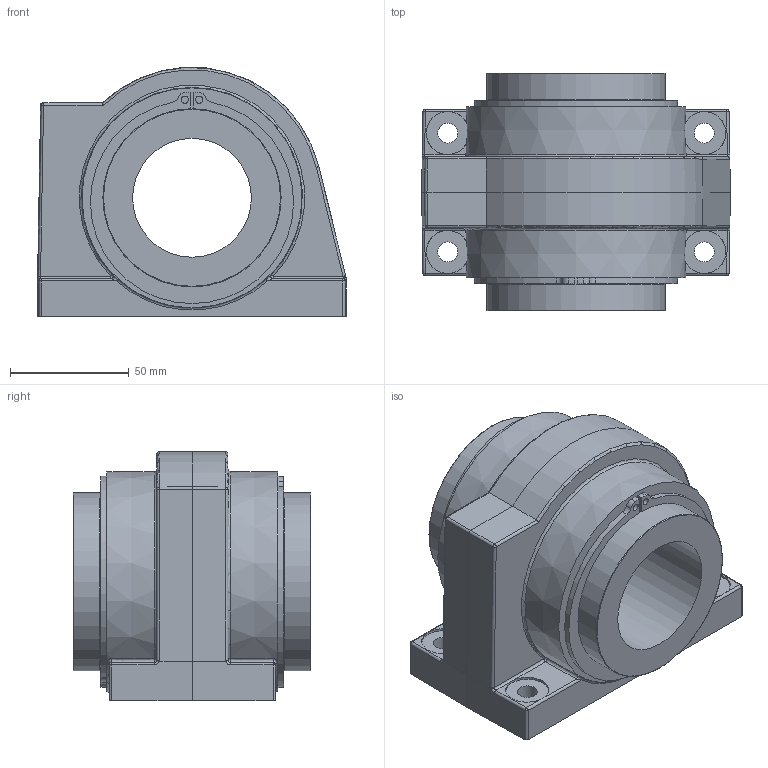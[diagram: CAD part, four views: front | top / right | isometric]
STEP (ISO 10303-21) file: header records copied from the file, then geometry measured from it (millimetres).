
FILE_DESCRIPTION(/* description */ (''),/* implementation_level */ '2;1');
FILE_NAME(/* name */ '131472-0.step',/* time_stamp */ '2021-08-11T11:40:48+02:00',/* author */ ('Muellerj'),/* organization */ (''),/* preprocessor_version */ 'ST-DEVELOPER v18.1',/* originating_system */ 'Autodesk Inventor 2021',/* authorisation */ '');
FILE_SCHEMA (('AUTOMOTIVE_DESIGN { 1 0 10303 214 3 1 1 }'));
Length unit declared in the file: millimetre
Products named in the file (4): MTW_1-00081262; MTW_1-00079074; leer; leer_1
Assembly tree (4 placements, depth 2):
  MTW_1-00081262
    MTW_1-00079074
    leer
    leer_1  x2
Bounding box: 129.98 x 100 x 104.9 mm (x, y, z)
Volume: 624326 mm3; surface area: 117939.6 mm2
Topology: 4 solids, 4 shells, 148 faces, 343 edges, 201 vertices
Faces by surface type: cylinder 61, plane 47, bspline 16, sphere 12, torus 8, cone 4
Full cylindrical faces by diameter (mm): 3 x4, 8.4 x4, 18.1 x4, 50 x1, 72 x2, 75 x4
Entity records: 4905 total; most frequent: CARTESIAN_POINT 1742, DIRECTION 678, ORIENTED_EDGE 602, EDGE_CURVE 301, AXIS2_PLACEMENT_3D 283, VERTEX_POINT 177, EDGE_LOOP 154, CIRCLE 150
